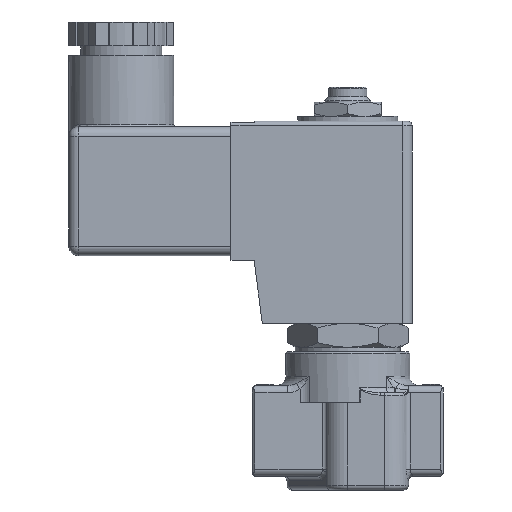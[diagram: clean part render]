
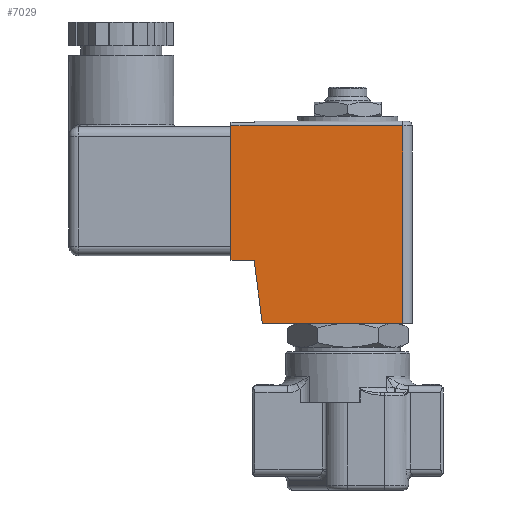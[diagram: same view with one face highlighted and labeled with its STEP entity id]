
A CAD part, left-side view. The second image highlights one B-rep face of the part: STEP entity #7029.
In plain terms, the highlighted planar face has unit normal (-1, 0, 0).
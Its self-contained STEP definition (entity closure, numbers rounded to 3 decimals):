
#542=LINE('',#10943,#1015);
#549=LINE('',#10969,#1022);
#556=LINE('',#11002,#1029);
#557=LINE('',#11005,#1030);
#558=LINE('',#11006,#1031);
#559=LINE('',#11008,#1032);
#560=LINE('',#11009,#1033);
#1015=VECTOR('',#8745,28.2);
#1022=VECTOR('',#8776,29.427);
#1029=VECTOR('',#8805,12.197);
#1030=VECTOR('',#8808,41.4);
#1031=VECTOR('',#8809,36.);
#1032=VECTOR('',#8810,5.);
#1033=VECTOR('',#8811,1.105);
#1347=PLANE('',#7579);
#1702=FACE_OUTER_BOUND('',#2160,.T.);
#2160=EDGE_LOOP('',(#5090,#5091,#5092,#5093,#5094,#5095,#5096));
#3072=VERTEX_POINT('',#10940);
#3073=VERTEX_POINT('',#10942);
#3075=VERTEX_POINT('',#10958);
#3080=VERTEX_POINT('',#10967);
#3095=VERTEX_POINT('',#10999);
#3096=VERTEX_POINT('',#11004);
#3097=VERTEX_POINT('',#11007);
#3804=EDGE_CURVE('',#3073,#3072,#542,.T.);
#3815=EDGE_CURVE('',#3075,#3080,#549,.T.);
#3831=EDGE_CURVE('',#3095,#3075,#556,.T.);
#3832=EDGE_CURVE('',#3096,#3080,#557,.T.);
#3833=EDGE_CURVE('',#3073,#3096,#558,.T.);
#3834=EDGE_CURVE('',#3097,#3072,#559,.T.);
#3835=EDGE_CURVE('',#3095,#3097,#560,.T.);
#5090=ORIENTED_EDGE('',*,*,#3831,.T.);
#5091=ORIENTED_EDGE('',*,*,#3815,.T.);
#5092=ORIENTED_EDGE('',*,*,#3832,.F.);
#5093=ORIENTED_EDGE('',*,*,#3833,.F.);
#5094=ORIENTED_EDGE('',*,*,#3804,.T.);
#5095=ORIENTED_EDGE('',*,*,#3834,.F.);
#5096=ORIENTED_EDGE('',*,*,#3835,.F.);
#7029=ADVANCED_FACE('',(#1702),#1347,.T.);
#7579=AXIS2_PLACEMENT_3D('',#11003,#8806,#8807);
#8745=DIRECTION('',(0.,0.,-1.));
#8776=DIRECTION('',(0.,-1.,0.));
#8805=DIRECTION('',(0.,-0.129,-0.992));
#8806=DIRECTION('center_axis',(-1.,0.,0.));
#8807=DIRECTION('ref_axis',(0.,0.,-1.));
#8808=DIRECTION('',(0.,0.,-1.));
#8809=DIRECTION('',(0.,-1.,0.));
#8810=DIRECTION('',(0.,1.,0.));
#8811=DIRECTION('',(0.,0.,1.));
#10940=CARTESIAN_POINT('',(-14.5,24.5,35.75));
#10942=CARTESIAN_POINT('',(-14.5,24.5,63.95));
#10943=CARTESIAN_POINT('',(-14.5,24.5,64.75));
#10958=CARTESIAN_POINT('',(-14.5,17.927,22.55));
#10967=CARTESIAN_POINT('',(-14.5,-11.5,22.55));
#10969=CARTESIAN_POINT('',(-14.5,19.5,22.55));
#10999=CARTESIAN_POINT('',(-14.5,19.5,34.645));
#11002=CARTESIAN_POINT('',(-14.5,18.515,27.069));
#11003=CARTESIAN_POINT('Origin',(-14.5,-13.5,22.55));
#11004=CARTESIAN_POINT('',(-14.5,-11.5,63.95));
#11005=CARTESIAN_POINT('',(-14.5,-11.5,22.55));
#11006=CARTESIAN_POINT('',(-14.5,-5.25,63.95));
#11007=CARTESIAN_POINT('',(-14.5,19.5,35.75));
#11008=CARTESIAN_POINT('',(-14.5,19.5,35.75));
#11009=CARTESIAN_POINT('',(-14.5,19.5,22.55));
